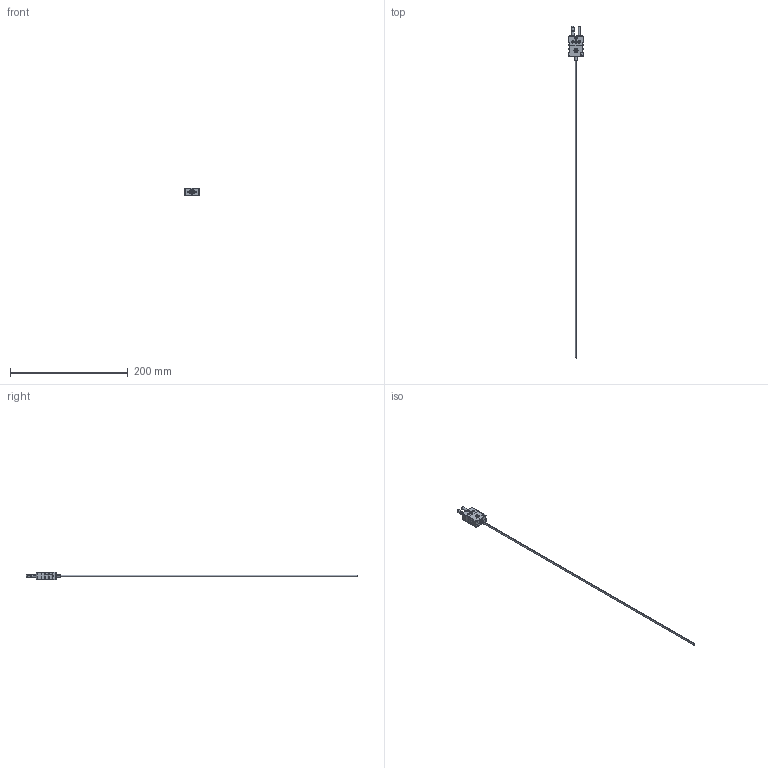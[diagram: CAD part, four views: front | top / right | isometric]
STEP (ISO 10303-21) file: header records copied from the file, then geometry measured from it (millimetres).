
FILE_DESCRIPTION (( 'STEP AP214' ), '1' );
FILE_NAME ('16-0001-SCH.STEP', '2023-10-20T17:04:51', ( '' ), ( '' ), 'SwSTEP 2.0', 'SolidWorks 2022', '' );
FILE_SCHEMA (( 'AUTOMOTIVE_DESIGN' ));
Length unit declared in the file: millimetre
Products named in the file (9): Standard-Stecker_Körper_HT; Standard-Stecker_HT; Minus-Stift; 16-0102xx-BL20_D3; plus-stift; 16-0001-SCH; SC-Deckel_HT; quetchhülse 3mm_D3; Schraube
Assembly tree (8 placements, depth 3):
  16-0001-SCH
    16-0102xx-BL20_D3
    quetchhülse 3mm_D3
    Standard-Stecker_HT
      Minus-Stift
      Standard-Stecker_Körper_HT
      SC-Deckel_HT
      Schraube
      plus-stift
Bounding box: 25 x 564.3 x 12.5 mm (x, y, z)
Volume: 14044.1 mm3; surface area: 11663 mm2
Topology: 7 solids, 7 shells, 226 faces, 559 edges, 357 vertices
Faces by surface type: plane 103, cylinder 89, torus 20, cone 12, sphere 2
Entity records: 7319 total; most frequent: CARTESIAN_POINT 1398, DIRECTION 1176, ORIENTED_EDGE 1114, EDGE_CURVE 557, AXIS2_PLACEMENT_3D 429, VERTEX_POINT 357, LINE 318, VECTOR 318
